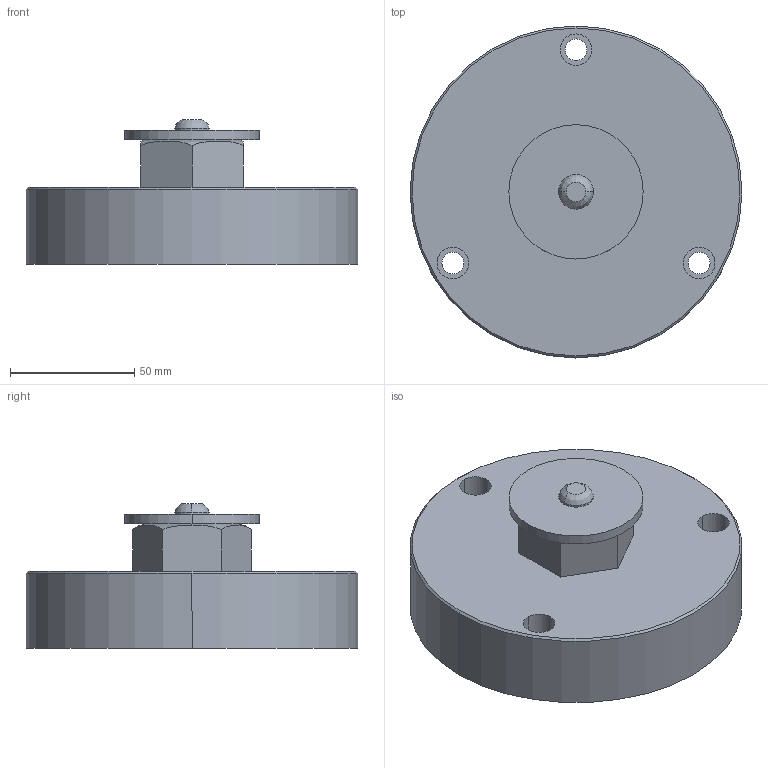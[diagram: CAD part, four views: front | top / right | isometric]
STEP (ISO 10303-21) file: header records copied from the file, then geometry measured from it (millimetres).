
FILE_DESCRIPTION((''),'2;1');
FILE_NAME('EE881.stp','2000-07-03T12:15:13',(''),(''),'AutoCAD STEP 2000','AutoCAD 2000',', , ');
FILE_SCHEMA(('CONFIG_CONTROL_DESIGN'));
Length unit declared in the file: inch
Bounding box: 133.35 x 133.35 x 58.19 mm (x, y, z)
Volume: 436324 mm3; surface area: 56563.1 mm2
Topology: 4 solids, 4 shells, 51 faces, 116 edges, 76 vertices
Faces by surface type: cylinder 23, plane 20, bspline 6, cone 2
Entity records: 1745 total; most frequent: CARTESIAN_POINT 454, DIRECTION 260, ORIENTED_EDGE 232, EDGE_CURVE 116, AXIS2_PLACEMENT_3D 106, VERTEX_POINT 76, EDGE_LOOP 66, CIRCLE 60
